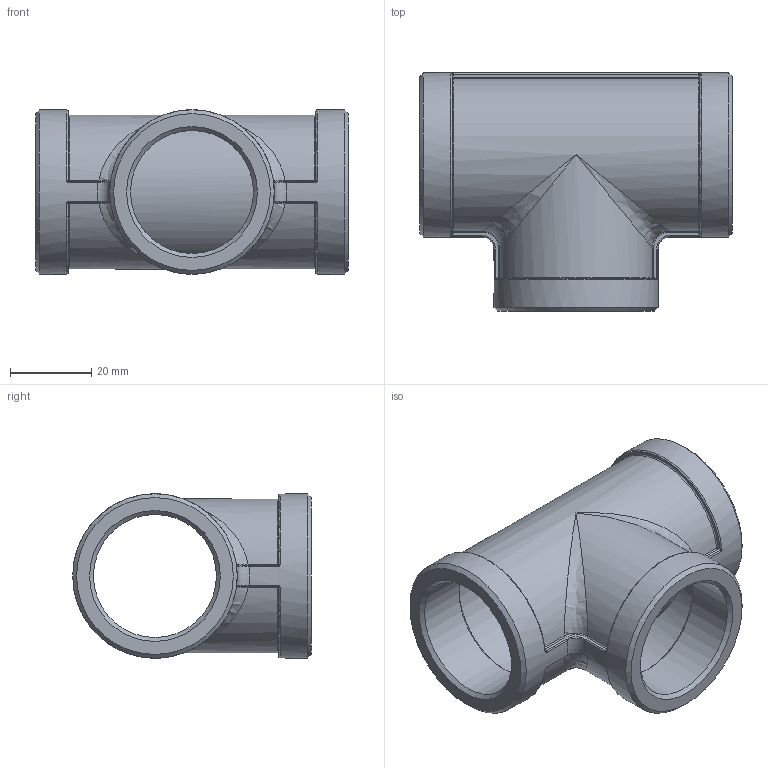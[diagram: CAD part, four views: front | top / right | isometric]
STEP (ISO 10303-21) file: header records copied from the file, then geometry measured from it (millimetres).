
FILE_DESCRIPTION(/* description */ (''),/* implementation_level */ '2;1');
FILE_NAME(/* name */ 'KI-307-025 Aschl.stp',/* time_stamp */ '2016-06-01T15:00:59+02:00',/* author */ ('hochmair'),/* organization */ (''),/* preprocessor_version */ 'ST-DEVELOPER v15.6',/* originating_system */ 'Autodesk Inventor 2015',/* authorisation */ '');
FILE_SCHEMA (('AUTOMOTIVE_DESIGN { 1 0 10303 214 3 1 1 }'));
Length unit declared in the file: millimetre
Products named in the file (1): TB22383590
Bounding box: 77 x 58.75 x 40.5 mm (x, y, z)
Volume: 33854.8 mm3; surface area: 24857.1 mm2
Topology: 1 solids, 1 shells, 135 faces, 314 edges, 175 vertices
Faces by surface type: cylinder 46, bspline 32, torus 18, plane 18, sphere 12, cone 9
Full cylindrical faces by diameter (mm): 30.291 x3, 34.2 x3, 40.5 x2
Entity records: 4802 total; most frequent: CARTESIAN_POINT 1965, DIRECTION 590, ORIENTED_EDGE 562, EDGE_CURVE 281, AXIS2_PLACEMENT_3D 263, VERTEX_POINT 171, EDGE_LOOP 160, CIRCLE 141
